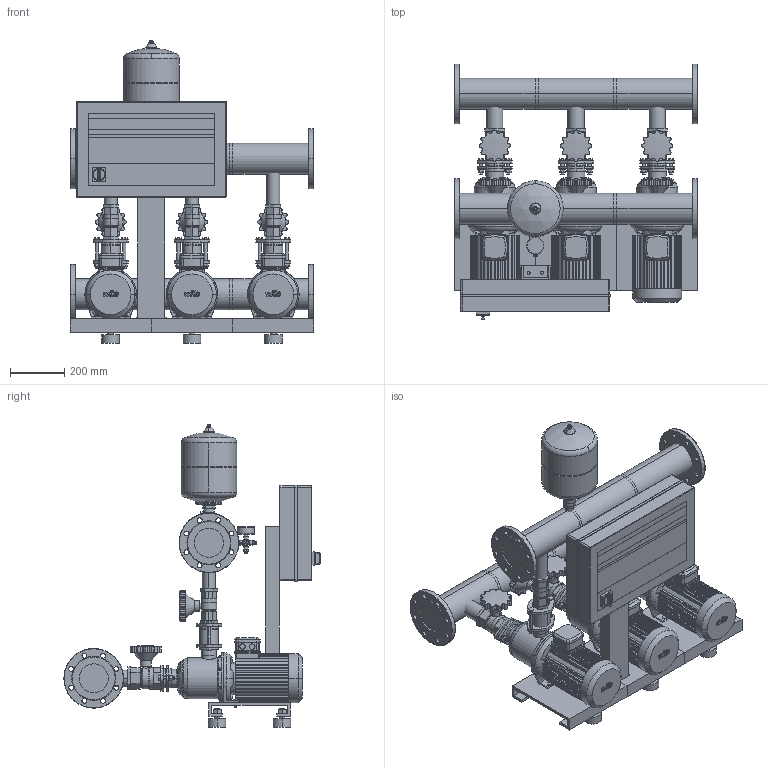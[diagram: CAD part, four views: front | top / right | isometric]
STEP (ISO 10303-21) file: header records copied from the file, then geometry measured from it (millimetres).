
FILE_DESCRIPTION((''),'2;1');
FILE_NAME('3d_CO-3MHI1603N_ER-EB-2534333.stp','2016-08-24T08:02:40',(''),(''),'Mechanical Desktop 2009','Mechanical Desktop 2009',', , ');
FILE_SCHEMA(('CONFIG_CONTROL_DESIGN'));
Length unit declared in the file: millimetre
Products named in the file (1): Product
Bounding box: 900 x 945 x 1115 mm (x, y, z)
Volume: 99784529.4 mm3; surface area: 6503333.6 mm2
Topology: 118 solids, 118 shells, 3582 faces, 8939 edges, 5792 vertices
Faces by surface type: plane 1479, cylinder 1262, bspline 522, cone 197, torus 110, sphere 12
Entity records: 115586 total; most frequent: CARTESIAN_POINT 29591, DIRECTION 17924, ORIENTED_EDGE 17846, EDGE_CURVE 8923, AXIS2_PLACEMENT_3D 6501, VERTEX_POINT 5786, VECTOR 4922, LINE 4922
